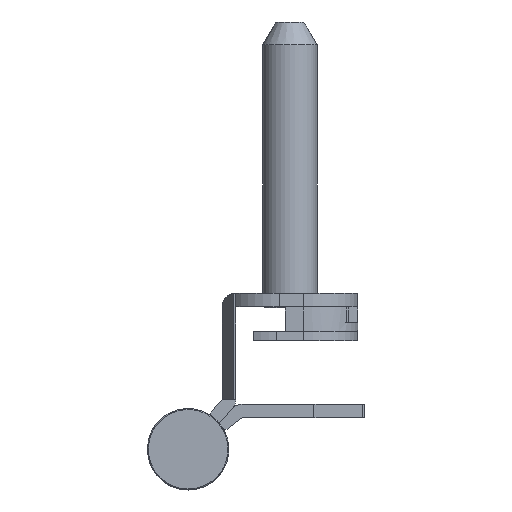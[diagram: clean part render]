
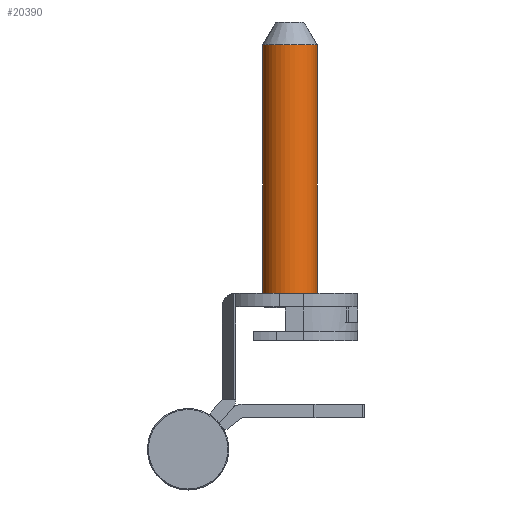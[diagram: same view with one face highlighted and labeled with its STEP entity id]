
A CAD part, left-side view. The second image highlights one B-rep face of the part: STEP entity #20390.
In plain terms, the highlighted cylindrical face has radius 6 mm (diameter 12 mm), a partial arc.
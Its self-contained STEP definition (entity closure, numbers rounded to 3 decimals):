
#1382 = DIRECTION ( 'NONE',  ( 0., -1., 0. ) ) ;
#2266 = EDGE_CURVE ( 'NONE', #19229, #19414, #6840, .T. ) ;
#2332 = CIRCLE ( 'NONE', #5364, 6. ) ;
#2936 = CARTESIAN_POINT ( 'NONE',  ( 0., 60., 0. ) ) ;
#3268 = EDGE_CURVE ( 'NONE', #6755, #19414, #10814, .T. ) ;
#3365 = VECTOR ( 'NONE', #14259, 1000. ) ;
#5364 = AXIS2_PLACEMENT_3D ( 'NONE', #2936, #14190, #16059 ) ;
#5620 = CARTESIAN_POINT ( 'NONE',  ( 0., 60., -6. ) ) ;
#6099 = CARTESIAN_POINT ( 'NONE',  ( 0., 5., -6. ) ) ;
#6552 = EDGE_CURVE ( 'NONE', #10919, #19229, #16469, .T. ) ;
#6755 = VERTEX_POINT ( 'NONE', #5620 ) ;
#6840 = CIRCLE ( 'NONE', #19800, 6. ) ;
#7794 = ORIENTED_EDGE ( 'NONE', *, *, #6552, .F. ) ;
#8823 = DIRECTION ( 'NONE',  ( 0., 0., -1. ) ) ;
#10015 = DIRECTION ( 'NONE',  ( 0., 0., -1. ) ) ;
#10814 = LINE ( 'NONE', #23458, #18737 ) ;
#10919 = VERTEX_POINT ( 'NONE', #18949 ) ;
#11229 = AXIS2_PLACEMENT_3D ( 'NONE', #13697, #15578, #10015 ) ;
#12405 = CARTESIAN_POINT ( 'NONE',  ( 0., 0., 6. ) ) ;
#13697 = CARTESIAN_POINT ( 'NONE',  ( 0., 0., 0. ) ) ;
#14190 = DIRECTION ( 'NONE',  ( 0., -1., 0. ) ) ;
#14259 = DIRECTION ( 'NONE',  ( 0., -1., 0. ) ) ;
#15578 = DIRECTION ( 'NONE',  ( 0., -1., 0. ) ) ;
#16059 = DIRECTION ( 'NONE',  ( 0., 0., -1. ) ) ;
#16137 = CARTESIAN_POINT ( 'NONE',  ( 0., 5., 0. ) ) ;
#16455 = CYLINDRICAL_SURFACE ( 'NONE', #11229, 6. ) ;
#16469 = LINE ( 'NONE', #12405, #3365 ) ;
#17363 = FACE_OUTER_BOUND ( 'NONE', #22292, .T. ) ;
#17876 = DIRECTION ( 'NONE',  ( 0., -1., 0. ) ) ;
#18737 = VECTOR ( 'NONE', #17876, 1000. ) ;
#18949 = CARTESIAN_POINT ( 'NONE',  ( 0., 60., 6. ) ) ;
#19229 = VERTEX_POINT ( 'NONE', #22528 ) ;
#19414 = VERTEX_POINT ( 'NONE', #6099 ) ;
#19449 = ORIENTED_EDGE ( 'NONE', *, *, #3268, .T. ) ;
#19800 = AXIS2_PLACEMENT_3D ( 'NONE', #16137, #1382, #8823 ) ;
#20390 = ADVANCED_FACE ( 'NONE', ( #17363 ), #16455, .T. ) ;
#20780 = ORIENTED_EDGE ( 'NONE', *, *, #2266, .F. ) ;
#22292 = EDGE_LOOP ( 'NONE', ( #7794, #23422, #19449, #20780 ) ) ;
#22528 = CARTESIAN_POINT ( 'NONE',  ( 0., 5., 6. ) ) ;
#22883 = EDGE_CURVE ( 'NONE', #10919, #6755, #2332, .T. ) ;
#23422 = ORIENTED_EDGE ( 'NONE', *, *, #22883, .T. ) ;
#23458 = CARTESIAN_POINT ( 'NONE',  ( 0., 0., -6. ) ) ;
